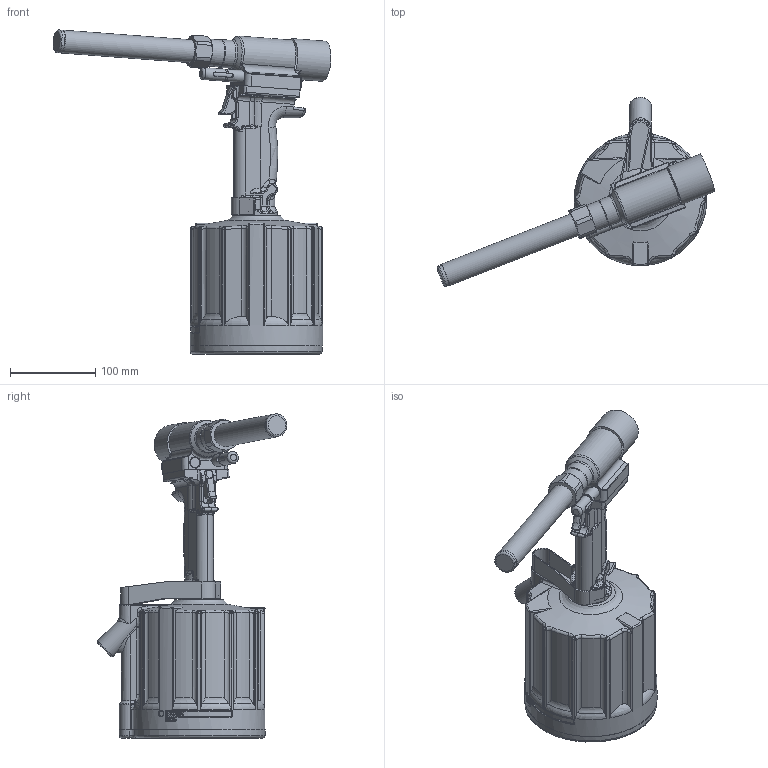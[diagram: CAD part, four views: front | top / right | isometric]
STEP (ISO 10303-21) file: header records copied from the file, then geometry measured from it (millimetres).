
FILE_DESCRIPTION(/* description */ (''),/* implementation_level */ '2;1');
FILE_NAME(/* name */ '256BT_99-7924-4_CLR.stp',/* time_stamp */ '2017-04-24T14:13:26-04:00',/* author */ (''),/* organization */ (''),/* preprocessor_version */ 'ST-DEVELOPER v15',/* originating_system */ 'SIEMENS PLM Software NX 9.0',/* authorisation */ '');
FILE_SCHEMA (('CONFIG_CONTROL_DESIGN'));
Length unit declared in the file: inch
Products named in the file (1): 256BT_99-7924-4_CLR
Bounding box: 326.33 x 222.65 x 380.68 mm (x, y, z)
Volume: 3450473.3 mm3; surface area: 235200.7 mm2
Topology: 4 solids, 5 shells, 914 faces, 2311 edges, 1371 vertices
Faces by surface type: bspline 312, cylinder 244, plane 191, torus 128, cone 20, sphere 18, extrusion 1
Full cylindrical faces by diameter (mm): 10.897 x1, 11.824 x1, 14.097 x2, 25.781 x1, 26.861 x1, 26.924 x1, 31.712 x1, 32.703 x1, 47.371 x1
Entity records: 34933 total; most frequent: CARTESIAN_POINT 15746, ORIENTED_EDGE 4466, DIRECTION 3374, EDGE_CURVE 2233, AXIS2_PLACEMENT_3D 1397, VERTEX_POINT 1359, EDGE_LOOP 944, ADVANCED_FACE 914
